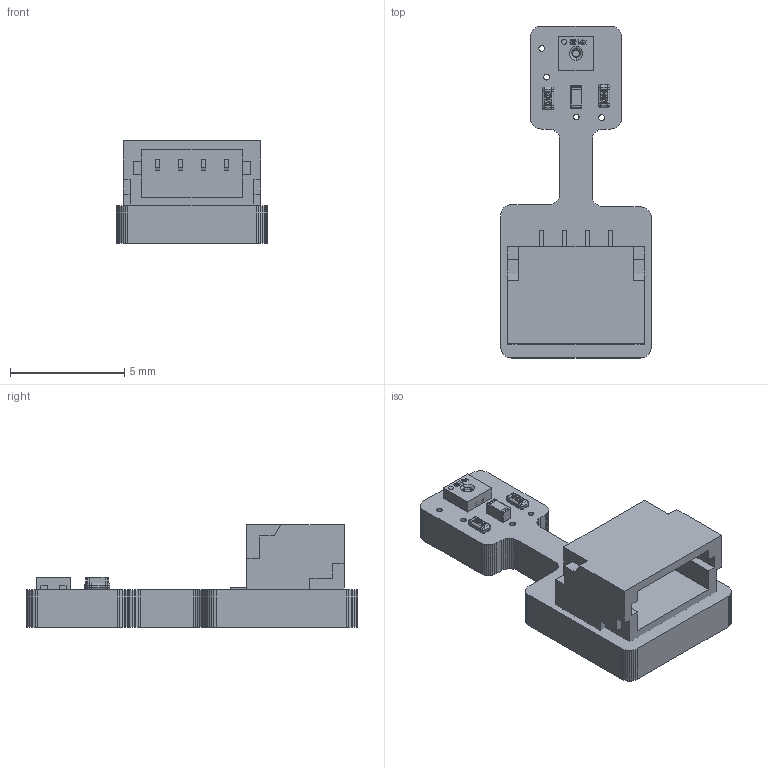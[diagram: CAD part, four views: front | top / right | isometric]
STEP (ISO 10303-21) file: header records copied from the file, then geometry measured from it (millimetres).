
FILE_DESCRIPTION(('PCB Model'),'2;1');
FILE_NAME('EVE SHT4X 1.STEP', '2023-11-20T14:10:07',('pritesh'),('Unspecified'), 'Open CASCADE STEP processor 6.8','Proteus','Unknown');
FILE_SCHEMA(('AUTOMOTIVE_DESIGN { 1 0 10303 214 1 1 1 1 }'));
Length unit declared in the file: millimetre
Products named in the file (28): Open CASCADE STEP translator 6.8 1; Layer_1; U4; Open CASCADE STEP translator 6.8 1.2.1; Body_1; =>[0:1:1:3]; =>[0:1:1:4]; =>[0:1:1:5]; =>[0:1:1:6]; =>[0:1:1:7]; =>[0:1:1:8]; C2; Open CASCADE STEP translator 6.8 1.3.1; Part_3; Part_2; Part_1; J3; Open CASCADE STEP translator 6.8 1.4.1; R1; Open CASCADE STEP translator 6.8 1.5.1; R2; Open CASCADE STEP translator 6.8 1.6.1
Assembly tree (28 placements, depth 5):
  Open CASCADE STEP translator 6.8 1
    Layer_1
    U4
      Open CASCADE STEP translator 6.8 1.2.1
        Body_1
          =>[0:1:1:3]
          =>[0:1:1:4]
          =>[0:1:1:5]
          =>[0:1:1:6]
          =>[0:1:1:7]
          =>[0:1:1:8]
    C2
      Open CASCADE STEP translator 6.8 1.3.1
        Body_1
          Part_3
          Part_2
          Part_1
    J3
      Open CASCADE STEP translator 6.8 1.4.1
        Body_1
    R1
      Open CASCADE STEP translator 6.8 1.5.1
        Body_1
          (unnamed)
          (unnamed)
          (unnamed)
    R2
      Open CASCADE STEP translator 6.8 1.6.1
        Body_1
          (unnamed)
          (unnamed)
          (unnamed)
Bounding box: 6.6 x 14.5 x 4.5 mm (x, y, z)
Volume: 154.1 mm3; surface area: 400 mm2
Topology: 17 solids, 17 shells, 661 faces, 1743 edges, 1120 vertices
Faces by surface type: plane 416, bspline 142, cylinder 91, sphere 8, torus 4
Entity records: 20893 total; most frequent: CARTESIAN_POINT 4493, ORIENTED_EDGE 2778, DIRECTION 2348, EDGE_CURVE 1389, LINE 1086, VECTOR 1086, VERTEX_POINT 908, AXIS2_PLACEMENT_3D 631
